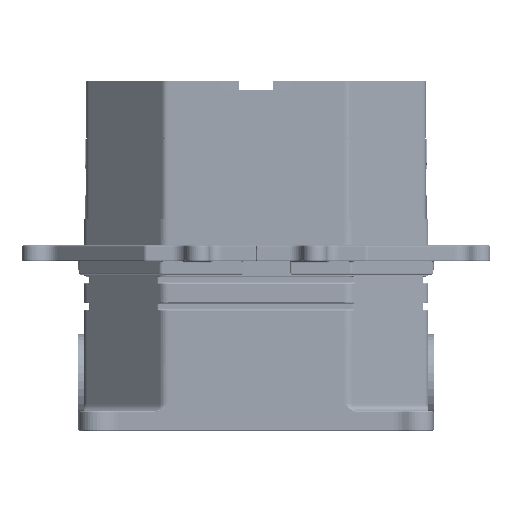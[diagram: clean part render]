
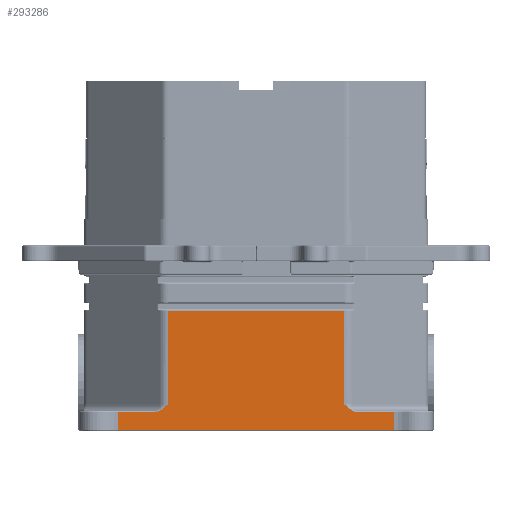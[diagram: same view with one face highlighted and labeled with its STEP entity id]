
A CAD part, front view. The second image highlights one B-rep face of the part: STEP entity #293286.
In plain terms, the highlighted planar face has unit normal (0, -1, 0).
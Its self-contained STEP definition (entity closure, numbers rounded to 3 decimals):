
#81001=CARTESIAN_POINT('',(33.343,-75.,26.42));
#81019=CARTESIAN_POINT('',(33.343,-75.,-9.));
#82356=DIRECTION('',(1.,0.,0.));
#82357=VECTOR('',#82356,66.686);
#82358=CARTESIAN_POINT('',(-33.343,-75.,26.42));
#82359=LINE('',#82358,#82357);
#82360=DIRECTION('',(0.,0.,1.));
#82361=VECTOR('',#82360,35.42);
#82362=CARTESIAN_POINT('',(33.343,-75.,-9.));
#82363=LINE('',#82362,#82361);
#82364=CARTESIAN_POINT('',(33.343,-75.,-9.));
#82365=CARTESIAN_POINT('',(33.588,-75.,
-9.227));
#82366=CARTESIAN_POINT('',(34.055,-75.,
-9.659));
#82367=CARTESIAN_POINT('',(34.711,-75.,
-10.226));
#82368=CARTESIAN_POINT('',(35.314,-75.,
-10.693));
#82369=CARTESIAN_POINT('',(35.869,-75.,
-11.066));
#82370=CARTESIAN_POINT('',(36.375,-75.,
-11.354));
#82371=CARTESIAN_POINT('',(36.692,-75.,
-11.504));
#82372=CARTESIAN_POINT('',(36.843,-75.,-11.568));
#82374=CARTESIAN_POINT('',(36.843,-75.,-11.568));
#82375=CARTESIAN_POINT('',(36.967,-75.,
-11.621));
#82376=CARTESIAN_POINT('',(37.226,-75.,
-11.72));
#82377=CARTESIAN_POINT('',(37.648,-75.,
-11.841));
#82378=CARTESIAN_POINT('',(38.095,-75.,
-11.932));
#82379=CARTESIAN_POINT('',(38.561,-75.,
-11.987));
#82380=CARTESIAN_POINT('',(38.876,-75.,
-12.));
#82381=CARTESIAN_POINT('',(39.036,-75.,-12.));
#82383=DIRECTION('',(1.,0.,0.));
#82384=VECTOR('',#82383,12.964);
#82385=CARTESIAN_POINT('',(39.036,-75.,-12.));
#82386=LINE('',#82385,#82384);
#82387=DIRECTION('',(0.,0.,1.));
#82388=VECTOR('',#82387,6.5);
#82389=CARTESIAN_POINT('',(52.,-75.,-18.5));
#82390=LINE('',#82389,#82388);
#82391=DIRECTION('',(1.,0.,0.));
#82392=VECTOR('',#82391,104.);
#82393=CARTESIAN_POINT('',(-52.,-75.,-18.5));
#82394=LINE('',#82393,#82392);
#82395=DIRECTION('',(0.,0.,1.));
#82396=VECTOR('',#82395,6.5);
#82397=CARTESIAN_POINT('',(-52.,-75.,-18.5));
#82398=LINE('',#82397,#82396);
#82399=DIRECTION('',(1.,0.,0.));
#82400=VECTOR('',#82399,12.964);
#82401=CARTESIAN_POINT('',(-52.,-75.,-12.));
#82402=LINE('',#82401,#82400);
#82403=CARTESIAN_POINT('',(-39.036,-75.,-12.));
#82404=CARTESIAN_POINT('',(-38.876,-75.,
-12.));
#82405=CARTESIAN_POINT('',(-38.561,-75.,
-11.987));
#82406=CARTESIAN_POINT('',(-38.094,-75.,
-11.931));
#82407=CARTESIAN_POINT('',(-37.647,-75.,
-11.841));
#82408=CARTESIAN_POINT('',(-37.226,-75.,
-11.72));
#82409=CARTESIAN_POINT('',(-36.967,-75.,
-11.621));
#82410=CARTESIAN_POINT('',(-36.843,-75.,-11.568));
#82412=CARTESIAN_POINT('',(-36.843,-75.,-11.568));
#82413=CARTESIAN_POINT('',(-36.691,-75.,-11.503));
#82414=CARTESIAN_POINT('',(-36.372,-75.,-11.353));
#82415=CARTESIAN_POINT('',(-35.864,-75.,-11.063));
#82416=CARTESIAN_POINT('',(-35.311,-75.,-10.691));
#82417=CARTESIAN_POINT('',(-34.708,-75.,-10.224));
#82418=CARTESIAN_POINT('',(-34.054,-75.,-9.658));
#82419=CARTESIAN_POINT('',(-33.588,-75.,-9.226));
#82420=CARTESIAN_POINT('',(-33.343,-75.,-9.));
#82422=DIRECTION('',(0.,0.,-1.));
#82423=VECTOR('',#82422,35.42);
#82424=CARTESIAN_POINT('',(-33.343,-75.,26.42));
#82425=LINE('',#82424,#82423);
#108519=VERTEX_POINT('',#82412);
#108520=VERTEX_POINT('',#82420);
#108523=VERTEX_POINT('',#82403);
#108526=CARTESIAN_POINT('',(-52.,-75.,-12.));
#108527=VERTEX_POINT('',#108526);
#108566=CARTESIAN_POINT('',(52.,-75.,-12.));
#108567=VERTEX_POINT('',#108566);
#108570=CARTESIAN_POINT('',(39.036,-75.,-12.));
#108571=VERTEX_POINT('',#108570);
#108573=VERTEX_POINT('',#82374);
#108574=VERTEX_POINT('',#81019);
#108619=CARTESIAN_POINT('',(-52.,-75.,-18.5));
#108620=VERTEX_POINT('',#108619);
#108623=CARTESIAN_POINT('',(52.,-75.,-18.5));
#108624=VERTEX_POINT('',#108623);
#109341=VERTEX_POINT('',#81001);
#109344=CARTESIAN_POINT('',(-33.343,-75.,26.42));
#109345=VERTEX_POINT('',#109344);
#293261=CARTESIAN_POINT('',(-65.,-75.,-19.));
#293262=DIRECTION('',(0.,-1.,0.));
#293263=DIRECTION('',(1.,0.,0.));
#293264=AXIS2_PLACEMENT_3D('',#293261,#293262,#293263);
#293265=PLANE('',#293264);
#293267=ORIENTED_EDGE('',*,*,#293266,.T.);
#293268=ORIENTED_EDGE('',*,*,#291174,.F.);
#293269=ORIENTED_EDGE('',*,*,#291258,.T.);
#293270=ORIENTED_EDGE('',*,*,#291311,.T.);
#293272=ORIENTED_EDGE('',*,*,#293271,.T.);
#293274=ORIENTED_EDGE('',*,*,#293273,.F.);
#293276=ORIENTED_EDGE('',*,*,#293275,.F.);
#293278=ORIENTED_EDGE('',*,*,#293277,.T.);
#293279=ORIENTED_EDGE('',*,*,#292841,.T.);
#293280=ORIENTED_EDGE('',*,*,#292900,.T.);
#293281=ORIENTED_EDGE('',*,*,#293247,.T.);
#293283=ORIENTED_EDGE('',*,*,#293282,.F.);
#293284=EDGE_LOOP('',(#293267,#293268,#293269,#293270,#293272,#293274,#293276,
#293278,#293279,#293280,#293281,#293283));
#293285=FACE_OUTER_BOUND('',#293284,.F.);
#293286=ADVANCED_FACE('',(#293285),#293265,.T.);
#82373=B_SPLINE_CURVE_WITH_KNOTS('',3,(#82364,#82365,#82366,#82367,#82368,
#82369,#82370,#82371,#82372),.UNSPECIFIED.,.F.,.F.,(4,1,1,1,1,1,4),(0.,
0.167,0.333,0.5,0.667,0.833,
1.),.UNSPECIFIED.);
#82382=B_SPLINE_CURVE_WITH_KNOTS('',3,(#82374,#82375,#82376,#82377,#82378,
#82379,#82380,#82381),.UNSPECIFIED.,.F.,.F.,(4,1,1,1,1,4),(0.,0.2,0.4,
0.6,0.8,1.),.UNSPECIFIED.);
#82411=B_SPLINE_CURVE_WITH_KNOTS('',3,(#82403,#82404,#82405,#82406,#82407,
#82408,#82409,#82410),.UNSPECIFIED.,.F.,.F.,(4,1,1,1,1,4),(0.,0.2,0.4,
0.6,0.8,1.),.UNSPECIFIED.);
#82421=B_SPLINE_CURVE_WITH_KNOTS('',3,(#82412,#82413,#82414,#82415,#82416,
#82417,#82418,#82419,#82420),.UNSPECIFIED.,.F.,.F.,(4,1,1,1,1,1,4),(0.,
0.167,0.333,0.5,0.667,0.833,
1.),.UNSPECIFIED.);
#291174=EDGE_CURVE('',#108574,#109341,#82363,.T.);
#291258=EDGE_CURVE('',#108574,#108573,#82373,.T.);
#291311=EDGE_CURVE('',#108573,#108571,#82382,.T.);
#292841=EDGE_CURVE('',#108527,#108523,#82402,.T.);
#292900=EDGE_CURVE('',#108523,#108519,#82411,.T.);
#293247=EDGE_CURVE('',#108519,#108520,#82421,.T.);
#293266=EDGE_CURVE('',#109345,#109341,#82359,.T.);
#293271=EDGE_CURVE('',#108571,#108567,#82386,.T.);
#293273=EDGE_CURVE('',#108624,#108567,#82390,.T.);
#293275=EDGE_CURVE('',#108620,#108624,#82394,.T.);
#293277=EDGE_CURVE('',#108620,#108527,#82398,.T.);
#293282=EDGE_CURVE('',#109345,#108520,#82425,.T.);
